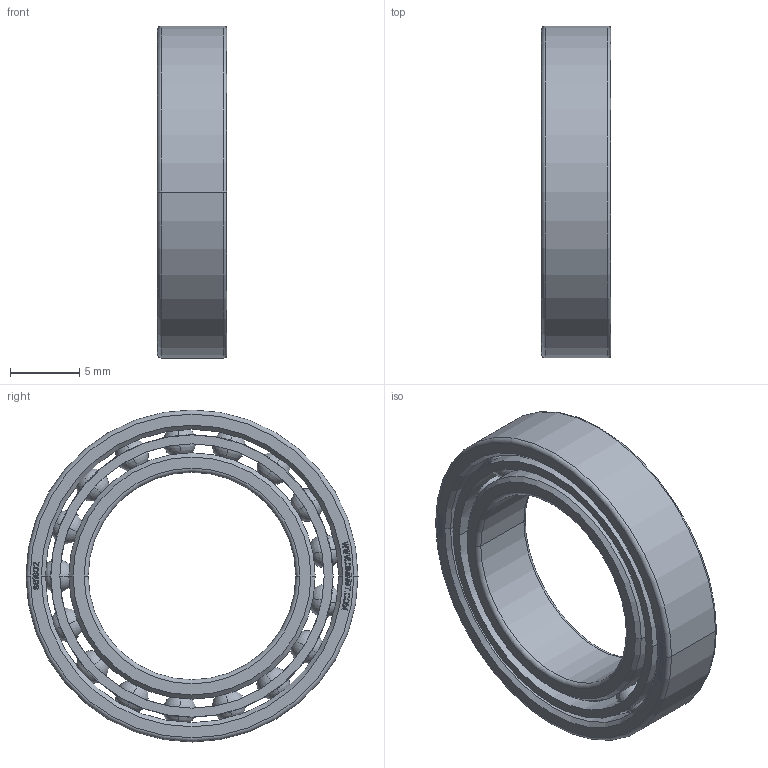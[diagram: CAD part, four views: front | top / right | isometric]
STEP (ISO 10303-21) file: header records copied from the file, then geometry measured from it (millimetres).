
FILE_DESCRIPTION((''),'2;1');
FILE_NAME('S61802_PRT','2014-03-19T',('sales 4'),(''),'PRO/ENGINEER BY PARAMETRIC TECHNOLOGY CORPORATION, 2013150','PRO/ENGINEER BY PARAMETRIC TECHNOLOGY CORPORATION, 2013150','');
FILE_SCHEMA(('AUTOMOTIVE_DESIGN { 1 0 10303 214 1 1 1 1 }'));
Length unit declared in the file: millimetre
Products named in the file (1): S61802_PRT
Bounding box: 5.01 x 24 x 24 mm (x, y, z)
Volume: 1019.3 mm3; surface area: 2332.1 mm2
Topology: 3 solids, 3 shells, 721 faces, 1977 edges, 1252 vertices
Faces by surface type: plane 549, cylinder 84, sphere 68, torus 12, cone 8
Entity records: 33091 total; most frequent: CARTESIAN_POINT 9064, ORIENTED_EDGE 3818, DIRECTION 3479, PRESENTATION_STYLE_ASSIGNMENT 1941, STYLED_ITEM 1912, CURVE_STYLE 1909, EDGE_CURVE 1909, VECTOR 1645
